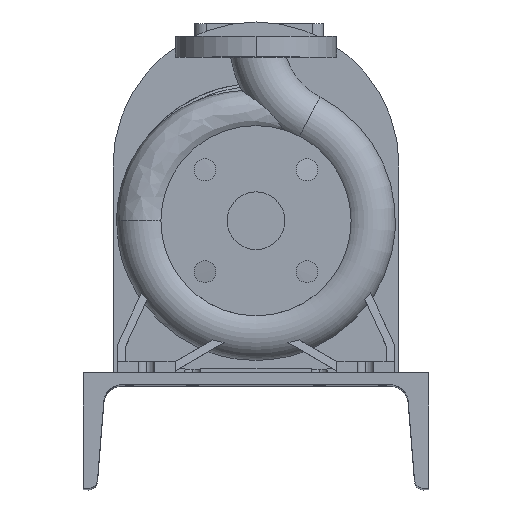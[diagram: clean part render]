
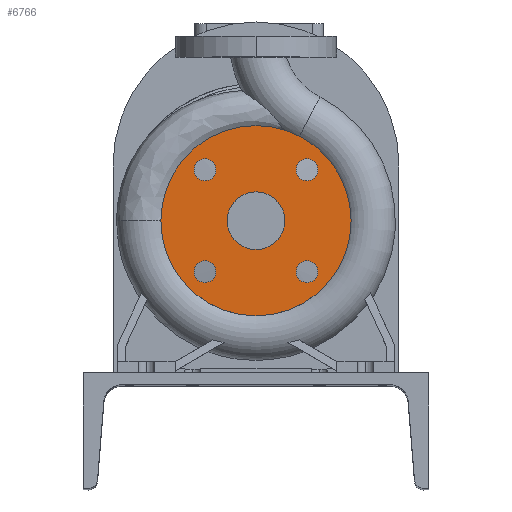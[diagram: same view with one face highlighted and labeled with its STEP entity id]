
A CAD part, top view. The second image highlights one B-rep face of the part: STEP entity #6766.
In plain terms, the highlighted planar face has unit normal (0, 0, 1).
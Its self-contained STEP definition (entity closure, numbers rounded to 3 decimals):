
#2 = ORIENTED_EDGE ( 'NONE', *, *, #10443, .T. ) ;
#267 = PLANE ( 'NONE',  #12168 ) ;
#656 = EDGE_LOOP ( 'NONE', ( #3729, #822 ) ) ;
#740 = DIRECTION ( 'NONE',  ( 0., 0., 1. ) ) ;
#822 = ORIENTED_EDGE ( 'NONE', *, *, #4434, .F. ) ;
#1150 = AXIS2_PLACEMENT_3D ( 'NONE', #8228, #740, #12640 ) ;
#1188 = CARTESIAN_POINT ( 'NONE',  ( 44.194, -34.694, 80. ) ) ;
#1532 = DIRECTION ( 'NONE',  ( 0., -1., 0. ) ) ;
#1634 = CIRCLE ( 'NONE', #8170, 82.5 ) ;
#1728 = CARTESIAN_POINT ( 'NONE',  ( 53.694, 44.194, 80. ) ) ;
#2453 = CARTESIAN_POINT ( 'NONE',  ( 0., 0., 80. ) ) ;
#2590 = DIRECTION ( 'NONE',  ( 1., 0., 0. ) ) ;
#2877 = VERTEX_POINT ( 'NONE', #18452 ) ;
#2985 = CARTESIAN_POINT ( 'NONE',  ( 0., 82.5, 80. ) ) ;
#3029 = CARTESIAN_POINT ( 'NONE',  ( 0., 0., 80. ) ) ;
#3215 = CARTESIAN_POINT ( 'NONE',  ( -44.194, -34.694, 80. ) ) ;
#3269 = VERTEX_POINT ( 'NONE', #11151 ) ;
#3331 = ORIENTED_EDGE ( 'NONE', *, *, #5075, .F. ) ;
#3684 = EDGE_CURVE ( 'NONE', #2877, #13315, #7371, .T. ) ;
#3729 = ORIENTED_EDGE ( 'NONE', *, *, #18177, .F. ) ;
#3913 = EDGE_CURVE ( 'NONE', #16748, #10028, #4898, .T. ) ;
#3934 = AXIS2_PLACEMENT_3D ( 'NONE', #13455, #16272, #8984 ) ;
#4207 = ORIENTED_EDGE ( 'NONE', *, *, #6800, .F. ) ;
#4287 = AXIS2_PLACEMENT_3D ( 'NONE', #10113, #19042, #1532 ) ;
#4434 = EDGE_CURVE ( 'NONE', #19108, #3269, #14263, .T. ) ;
#4440 = CARTESIAN_POINT ( 'NONE',  ( -44.194, -44.194, 80. ) ) ;
#4514 = CIRCLE ( 'NONE', #15426, 82.5 ) ;
#4608 = AXIS2_PLACEMENT_3D ( 'NONE', #12718, #18626, #9776 ) ;
#4735 = VERTEX_POINT ( 'NONE', #3215 ) ;
#4898 = CIRCLE ( 'NONE', #9895, 25. ) ;
#4982 = AXIS2_PLACEMENT_3D ( 'NONE', #4440, #16522, #17590 ) ;
#5075 = EDGE_CURVE ( 'NONE', #4735, #14364, #8566, .T. ) ;
#5592 = VERTEX_POINT ( 'NONE', #16250 ) ;
#5652 = DIRECTION ( 'NONE',  ( 0., -1., 0. ) ) ;
#5857 = EDGE_LOOP ( 'NONE', ( #17676, #10337 ) ) ;
#6333 = EDGE_CURVE ( 'NONE', #10028, #16748, #9349, .T. ) ;
#6439 = CIRCLE ( 'NONE', #11147, 9.5 ) ;
#6511 = CARTESIAN_POINT ( 'NONE',  ( 0., 0., 80. ) ) ;
#6607 = EDGE_CURVE ( 'NONE', #16261, #5592, #8407, .T. ) ;
#6708 = EDGE_LOOP ( 'NONE', ( #14104, #7584 ) ) ;
#6729 = ORIENTED_EDGE ( 'NONE', *, *, #15491, .T. ) ;
#6766 = ADVANCED_FACE ( 'NONE', ( #13325, #16234, #11866, #14680, #19249, #14780 ), #267, .F. ) ;
#6800 = EDGE_CURVE ( 'NONE', #14364, #4735, #11229, .T. ) ;
#7371 = CIRCLE ( 'NONE', #17036, 9.5 ) ;
#7584 = ORIENTED_EDGE ( 'NONE', *, *, #6607, .F. ) ;
#8170 = AXIS2_PLACEMENT_3D ( 'NONE', #3029, #10453, #8988 ) ;
#8228 = CARTESIAN_POINT ( 'NONE',  ( -44.194, 44.194, 80. ) ) ;
#8407 = CIRCLE ( 'NONE', #18350, 9.5 ) ;
#8452 = DIRECTION ( 'NONE',  ( 0., 0., 1. ) ) ;
#8566 = CIRCLE ( 'NONE', #3934, 9.5 ) ;
#8614 = EDGE_LOOP ( 'NONE', ( #2, #6729 ) ) ;
#8984 = DIRECTION ( 'NONE',  ( 0., -1., 0. ) ) ;
#8988 = DIRECTION ( 'NONE',  ( 0., -1., 0. ) ) ;
#9349 = CIRCLE ( 'NONE', #15578, 25. ) ;
#9396 = CARTESIAN_POINT ( 'NONE',  ( 0., -25., 80. ) ) ;
#9527 = DIRECTION ( 'NONE',  ( 0., -1., 0. ) ) ;
#9544 = CARTESIAN_POINT ( 'NONE',  ( 0., 25., 80. ) ) ;
#9578 = CIRCLE ( 'NONE', #1150, 9.5 ) ;
#9776 = DIRECTION ( 'NONE',  ( 0., -1., 0. ) ) ;
#9895 = AXIS2_PLACEMENT_3D ( 'NONE', #18166, #12546, #9527 ) ;
#10028 = VERTEX_POINT ( 'NONE', #9396 ) ;
#10113 = CARTESIAN_POINT ( 'NONE',  ( 44.194, -44.194, 80. ) ) ;
#10297 = EDGE_LOOP ( 'NONE', ( #11921, #13280 ) ) ;
#10337 = ORIENTED_EDGE ( 'NONE', *, *, #3913, .F. ) ;
#10402 = DIRECTION ( 'NONE',  ( 0., 1., 0. ) ) ;
#10443 = EDGE_CURVE ( 'NONE', #11530, #17553, #1634, .T. ) ;
#10453 = DIRECTION ( 'NONE',  ( 0., 0., 1. ) ) ;
#11147 = AXIS2_PLACEMENT_3D ( 'NONE', #18757, #8452, #11291 ) ;
#11151 = CARTESIAN_POINT ( 'NONE',  ( 44.194, -53.694, 80. ) ) ;
#11229 = CIRCLE ( 'NONE', #4982, 9.5 ) ;
#11291 = DIRECTION ( 'NONE',  ( 1., 0., 0. ) ) ;
#11530 = VERTEX_POINT ( 'NONE', #13080 ) ;
#11600 = EDGE_LOOP ( 'NONE', ( #4207, #3331 ) ) ;
#11664 = CARTESIAN_POINT ( 'NONE',  ( 44.194, 44.194, 80. ) ) ;
#11866 = FACE_BOUND ( 'NONE', #10297, .T. ) ;
#11921 = ORIENTED_EDGE ( 'NONE', *, *, #18032, .F. ) ;
#12168 = AXIS2_PLACEMENT_3D ( 'NONE', #2985, #13418, #10402 ) ;
#12273 = DIRECTION ( 'NONE',  ( 0., -1., 0. ) ) ;
#12546 = DIRECTION ( 'NONE',  ( 0., 0., 1. ) ) ;
#12640 = DIRECTION ( 'NONE',  ( 0., -1., 0. ) ) ;
#12718 = CARTESIAN_POINT ( 'NONE',  ( 44.194, -44.194, 80. ) ) ;
#13080 = CARTESIAN_POINT ( 'NONE',  ( 0., -82.5, 80. ) ) ;
#13280 = ORIENTED_EDGE ( 'NONE', *, *, #3684, .F. ) ;
#13315 = VERTEX_POINT ( 'NONE', #1728 ) ;
#13325 = FACE_BOUND ( 'NONE', #656, .T. ) ;
#13418 = DIRECTION ( 'NONE',  ( 0., 0., -1. ) ) ;
#13455 = CARTESIAN_POINT ( 'NONE',  ( -44.194, -44.194, 80. ) ) ;
#14042 = CARTESIAN_POINT ( 'NONE',  ( 0., 82.5, 80. ) ) ;
#14104 = ORIENTED_EDGE ( 'NONE', *, *, #17175, .F. ) ;
#14121 = CARTESIAN_POINT ( 'NONE',  ( -44.194, 44.194, 80. ) ) ;
#14263 = CIRCLE ( 'NONE', #4608, 9.5 ) ;
#14364 = VERTEX_POINT ( 'NONE', #18517 ) ;
#14487 = DIRECTION ( 'NONE',  ( 0., 0., 1. ) ) ;
#14680 = FACE_BOUND ( 'NONE', #5857, .T. ) ;
#14780 = FACE_BOUND ( 'NONE', #11600, .T. ) ;
#15426 = AXIS2_PLACEMENT_3D ( 'NONE', #6511, #18592, #17127 ) ;
#15491 = EDGE_CURVE ( 'NONE', #17553, #11530, #4514, .T. ) ;
#15578 = AXIS2_PLACEMENT_3D ( 'NONE', #2453, #17355, #5652 ) ;
#16234 = FACE_BOUND ( 'NONE', #6708, .T. ) ;
#16250 = CARTESIAN_POINT ( 'NONE',  ( -44.194, 34.694, 80. ) ) ;
#16261 = VERTEX_POINT ( 'NONE', #18308 ) ;
#16272 = DIRECTION ( 'NONE',  ( 0., 0., 1. ) ) ;
#16522 = DIRECTION ( 'NONE',  ( 0., 0., 1. ) ) ;
#16748 = VERTEX_POINT ( 'NONE', #9544 ) ;
#17036 = AXIS2_PLACEMENT_3D ( 'NONE', #11664, #14487, #2590 ) ;
#17127 = DIRECTION ( 'NONE',  ( 0., -1., 0. ) ) ;
#17175 = EDGE_CURVE ( 'NONE', #5592, #16261, #9578, .T. ) ;
#17355 = DIRECTION ( 'NONE',  ( 0., 0., 1. ) ) ;
#17553 = VERTEX_POINT ( 'NONE', #14042 ) ;
#17590 = DIRECTION ( 'NONE',  ( 0., -1., 0. ) ) ;
#17664 = CIRCLE ( 'NONE', #4287, 9.5 ) ;
#17676 = ORIENTED_EDGE ( 'NONE', *, *, #6333, .F. ) ;
#18032 = EDGE_CURVE ( 'NONE', #13315, #2877, #6439, .T. ) ;
#18166 = CARTESIAN_POINT ( 'NONE',  ( 0., 0., 80. ) ) ;
#18177 = EDGE_CURVE ( 'NONE', #3269, #19108, #17664, .T. ) ;
#18308 = CARTESIAN_POINT ( 'NONE',  ( -44.194, 53.694, 80. ) ) ;
#18350 = AXIS2_PLACEMENT_3D ( 'NONE', #14121, #18582, #12273 ) ;
#18452 = CARTESIAN_POINT ( 'NONE',  ( 34.694, 44.194, 80. ) ) ;
#18517 = CARTESIAN_POINT ( 'NONE',  ( -44.194, -53.694, 80. ) ) ;
#18582 = DIRECTION ( 'NONE',  ( 0., 0., 1. ) ) ;
#18592 = DIRECTION ( 'NONE',  ( 0., 0., 1. ) ) ;
#18626 = DIRECTION ( 'NONE',  ( 0., 0., 1. ) ) ;
#18757 = CARTESIAN_POINT ( 'NONE',  ( 44.194, 44.194, 80. ) ) ;
#19042 = DIRECTION ( 'NONE',  ( 0., 0., 1. ) ) ;
#19108 = VERTEX_POINT ( 'NONE', #1188 ) ;
#19249 = FACE_OUTER_BOUND ( 'NONE', #8614, .T. ) ;
